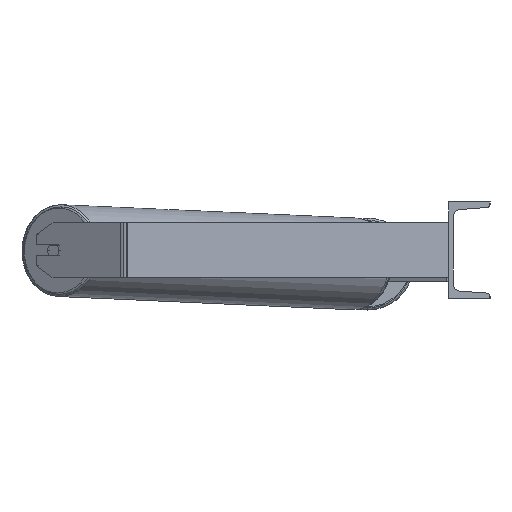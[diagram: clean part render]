
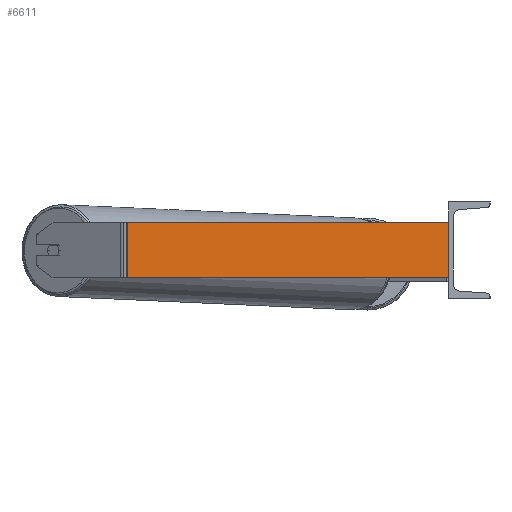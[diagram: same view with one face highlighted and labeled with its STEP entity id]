
A CAD part, left-side view. The second image highlights one B-rep face of the part: STEP entity #6611.
In plain terms, the highlighted planar face has unit normal (-0.996, -0.087, 0).
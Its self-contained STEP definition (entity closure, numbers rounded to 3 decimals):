
#652 = PLANE ( 'NONE',  #8808 ) ;
#1116 = VECTOR ( 'NONE', #1656, 1000. ) ;
#1178 = CARTESIAN_POINT ( 'NONE',  ( -1085., 0., -40. ) ) ;
#1228 = LINE ( 'NONE', #7180, #1116 ) ;
#1498 = LINE ( 'NONE', #8304, #7207 ) ;
#1656 = DIRECTION ( 'NONE',  ( 0., 0., -1. ) ) ;
#1956 = LINE ( 'NONE', #8939, #3037 ) ;
#1967 = DIRECTION ( 'NONE',  ( 0.087, -0.996, 0. ) ) ;
#2404 = VERTEX_POINT ( 'NONE', #7431 ) ;
#2656 = CARTESIAN_POINT ( 'NONE',  ( -1126.117, 469.975, -40. ) ) ;
#2663 = DIRECTION ( 'NONE',  ( -0.087, 0.996, 0. ) ) ;
#2980 = EDGE_CURVE ( 'NONE', #6367, #4267, #1228, .T. ) ;
#3037 = VECTOR ( 'NONE', #5462, 1000. ) ;
#3355 = FACE_OUTER_BOUND ( 'NONE', #5158, .T. ) ;
#3573 = EDGE_CURVE ( 'NONE', #5862, #6367, #1498, .T. ) ;
#3820 = CARTESIAN_POINT ( 'NONE',  ( -1125.61, 464.174, 40. ) ) ;
#3821 = EDGE_CURVE ( 'NONE', #2404, #4267, #5626, .T. ) ;
#4267 = VERTEX_POINT ( 'NONE', #1178 ) ;
#5158 = EDGE_LOOP ( 'NONE', ( #5282, #7671, #8332, #7298 ) ) ;
#5282 = ORIENTED_EDGE ( 'NONE', *, *, #3821, .T. ) ;
#5462 = DIRECTION ( 'NONE',  ( 0., 0., -1. ) ) ;
#5626 = LINE ( 'NONE', #2656, #8865 ) ;
#5862 = VERTEX_POINT ( 'NONE', #3820 ) ;
#6180 = CARTESIAN_POINT ( 'NONE',  ( -1126.117, 469.975, 40. ) ) ;
#6367 = VERTEX_POINT ( 'NONE', #6558 ) ;
#6558 = CARTESIAN_POINT ( 'NONE',  ( -1085., 0., 40. ) ) ;
#6611 = ADVANCED_FACE ( 'NONE', ( #3355 ), #652, .F. ) ;
#7180 = CARTESIAN_POINT ( 'NONE',  ( -1085., 0., 40. ) ) ;
#7207 = VECTOR ( 'NONE', #7633, 1000. ) ;
#7298 = ORIENTED_EDGE ( 'NONE', *, *, #8250, .T. ) ;
#7431 = CARTESIAN_POINT ( 'NONE',  ( -1125.61, 464.174, -40. ) ) ;
#7633 = DIRECTION ( 'NONE',  ( 0.087, -0.996, 0. ) ) ;
#7671 = ORIENTED_EDGE ( 'NONE', *, *, #2980, .F. ) ;
#8250 = EDGE_CURVE ( 'NONE', #5862, #2404, #1956, .T. ) ;
#8304 = CARTESIAN_POINT ( 'NONE',  ( -1126.117, 469.975, 40. ) ) ;
#8332 = ORIENTED_EDGE ( 'NONE', *, *, #3573, .F. ) ;
#8808 = AXIS2_PLACEMENT_3D ( 'NONE', #6180, #9010, #2663 ) ;
#8865 = VECTOR ( 'NONE', #1967, 1000. ) ;
#8939 = CARTESIAN_POINT ( 'NONE',  ( -1125.61, 464.174, 40. ) ) ;
#9010 = DIRECTION ( 'NONE',  ( 0.996, 0.087, 0. ) ) ;
